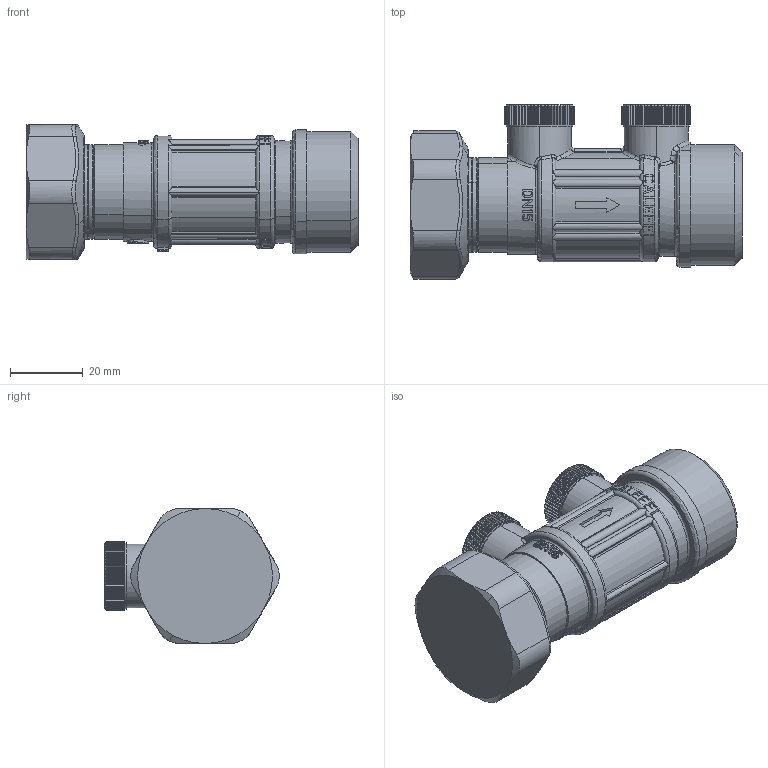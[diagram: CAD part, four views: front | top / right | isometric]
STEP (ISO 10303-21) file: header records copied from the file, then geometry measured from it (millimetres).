
FILE_DESCRIPTION(('CATIA V5 STEP Exchange'),'2;1');
FILE_NAME('304650 (STP).stp','2015-11-30T08:07:37+00:00',('none'),('none'),'Version 5-6 Release 2012','CATIA V5 STEP AP203','none');
FILE_SCHEMA(('CONFIG_CONTROL_DESIGN'));
Products named in the file (1): 304650
Bounding box: 91 x 47.85 x 37 mm (x, y, z)
Volume: 76143 mm3; surface area: 14885.8 mm2
Topology: 1 solids, 1 shells, 1613 faces, 4538 edges, 2956 vertices
Faces by surface type: plane 1020, cylinder 289, extrusion 146, bspline 68, torus 45, cone 37, revolution 8
Entity records: 54415 total; most frequent: CARTESIAN_POINT 17871, ORIENTED_EDGE 9056, DIRECTION 5069, EDGE_CURVE 4528, VERTEX_POINT 2956, VECTOR 2239, LINE 2093, AXIS2_PLACEMENT_3D 1898
